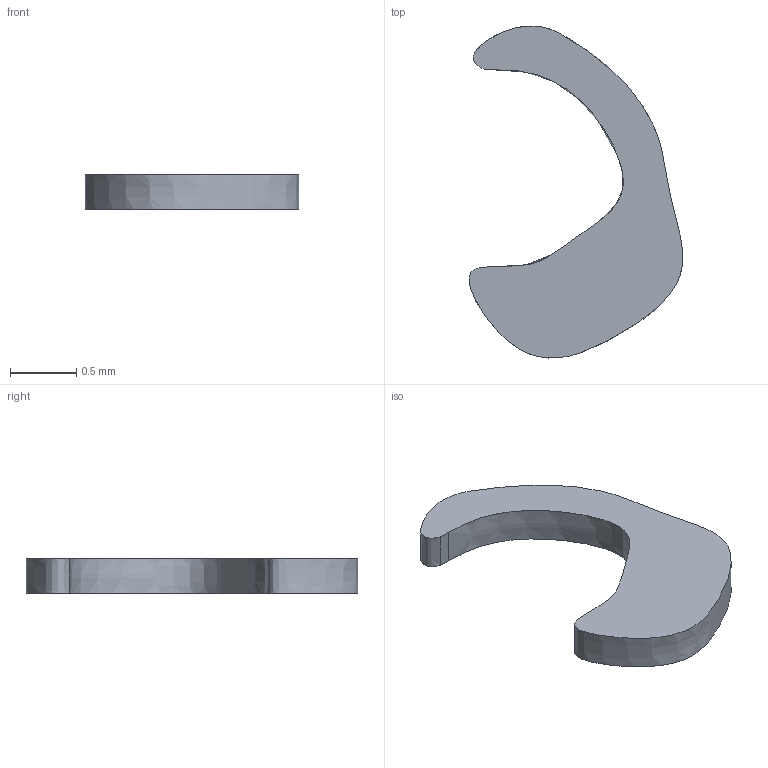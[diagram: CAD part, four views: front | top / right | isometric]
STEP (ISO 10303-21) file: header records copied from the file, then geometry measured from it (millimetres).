
FILE_DESCRIPTION(/* description */ (''),/* implementation_level */ '2;1');
FILE_NAME(/* name */ 'medialMeniscusDummy.stp',/* time_stamp */ '2022-11-29T16:33:19+01:00',/* author */ (''),/* organization */ (''),/* preprocessor_version */ 'ST-DEVELOPER v16.7',/* originating_system */ 'SIEMENS PLM Software NX 1911',/* authorisation */ '');
FILE_SCHEMA (('AUTOMOTIVE_DESIGN { 1 0 10303 214 3 1 1 1 }'));
Length unit declared in the file: millimetre
Products named in the file (1): medialMeniscusDummy
Bounding box: 1.62 x 2.51 x 0.26 mm (x, y, z)
Volume: 0.5 mm3; surface area: 5.8 mm2
Topology: 1 solids, 1 shells, 4 faces, 6 edges, 4 vertices
Faces by surface type: plane 3, extrusion 1
Entity records: 158 total; most frequent: CARTESIAN_POINT 63, DIRECTION 13, ORIENTED_EDGE 12, EDGE_CURVE 6, VECTOR 5, ADVANCED_FACE 4, FACE_OUTER_BOUND 4, EDGE_LOOP 4
